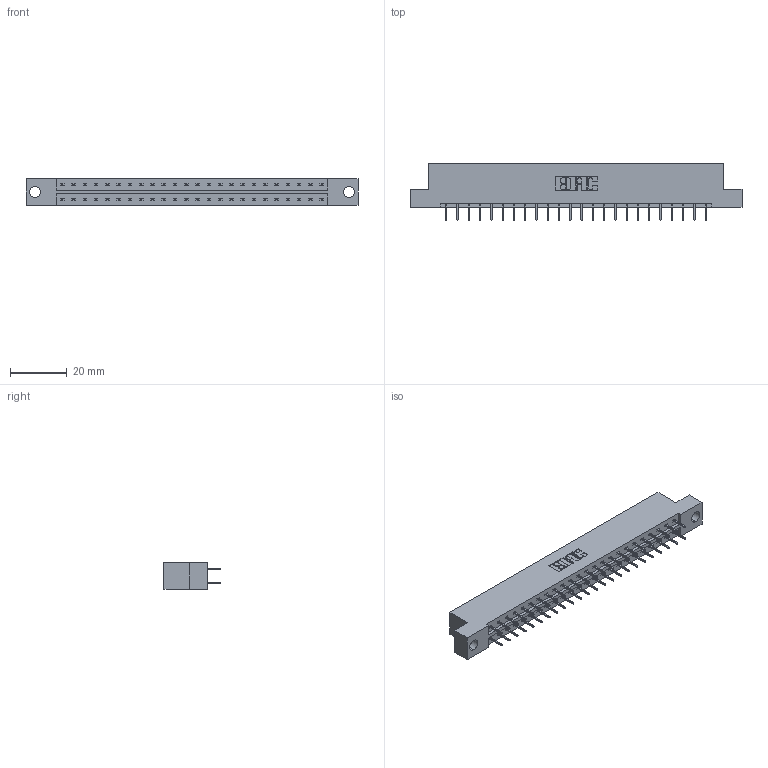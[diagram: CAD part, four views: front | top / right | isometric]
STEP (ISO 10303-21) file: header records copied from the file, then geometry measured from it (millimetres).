
FILE_DESCRIPTION (( 'STEP AP203' ), '1' );
FILE_NAME ('833-048-524-204.STEP', '2020-06-04T15:45:45', ( '' ), ( '' ), 'SwSTEP 2.0', 'SolidWorks 2020', '' );
FILE_SCHEMA (( 'CONFIG_CONTROL_DESIGN' ));
Length unit declared in the file: inch
Products named in the file (3): 345-292-001_345-293-124; 833 Part_Flush - .156 Dia - TH; 833-048-524-204
Assembly tree (49 placements, depth 2):
  833-048-524-204
    833 Part_Flush - .156 Dia - TH
    345-292-001_345-293-124  x48
Bounding box: 116.64 x 19.69 x 9.4 mm (x, y, z)
Volume: 11579.1 mm3; surface area: 13077.4 mm2
Topology: 49 solids, 49 shells, 2802 faces, 7943 edges, 5102 vertices
Faces by surface type: plane 2086, cylinder 716
Entity records: 17845 total; most frequent: CARTESIAN_POINT 2978, ORIENTED_EDGE 2914, DIRECTION 2577, EDGE_CURVE 1457, LINE 1333, VECTOR 1333, VERTEX_POINT 966, AXIS2_PLACEMENT_3D 622
